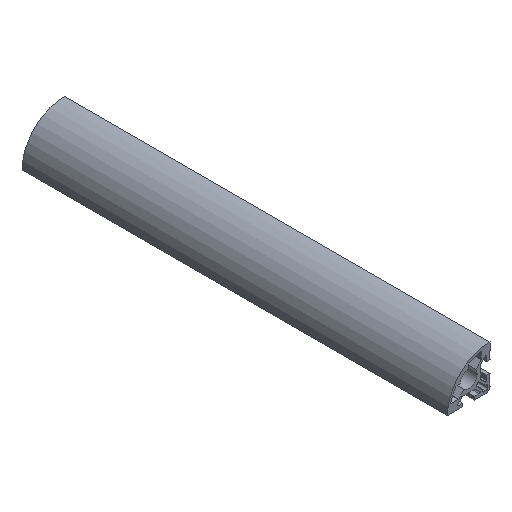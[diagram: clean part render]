
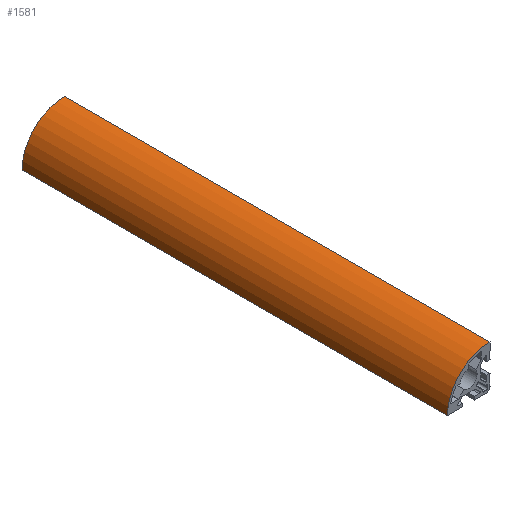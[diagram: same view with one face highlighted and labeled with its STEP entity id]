
A CAD part, isometric view. The second image highlights one B-rep face of the part: STEP entity #1581.
In plain terms, the highlighted cylindrical face has radius 30 mm (diameter 60 mm), a partial arc.
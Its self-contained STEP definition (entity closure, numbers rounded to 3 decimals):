
#21 = VECTOR ( 'NONE', #375, 1000. ) ;
#22 = CIRCLE ( 'NONE', #26, 30. ) ;
#26 = AXIS2_PLACEMENT_3D ( 'NONE', #370, #367, #373 ) ;
#111 = CIRCLE ( 'NONE', #138, 30. ) ;
#114 = VECTOR ( 'NONE', #2013, 1000. ) ;
#138 = AXIS2_PLACEMENT_3D ( 'NONE', #1975, #1977, #1978 ) ;
#338 = LINE ( 'NONE', #371, #21 ) ;
#357 = AXIS2_PLACEMENT_3D ( 'NONE', #680, #675, #681 ) ;
#367 = DIRECTION ( 'NONE',  ( 0., 0., 1. ) ) ;
#370 = CARTESIAN_POINT ( 'NONE',  ( -15., -15., 0. ) ) ;
#371 = CARTESIAN_POINT ( 'NONE',  ( -15., 15., -300. ) ) ;
#373 = DIRECTION ( 'NONE',  ( 1., 0., 0. ) ) ;
#375 = DIRECTION ( 'NONE',  ( 0., 0., 1. ) ) ;
#675 = DIRECTION ( 'NONE',  ( 0., 0., 1. ) ) ;
#680 = CARTESIAN_POINT ( 'NONE',  ( -15., -15., -300. ) ) ;
#681 = DIRECTION ( 'NONE',  ( 1., 0., 0. ) ) ;
#683 = CYLINDRICAL_SURFACE ( 'NONE', #357, 30. ) ;
#747 = CARTESIAN_POINT ( 'NONE',  ( -15., 15., -300. ) ) ;
#763 = CARTESIAN_POINT ( 'NONE',  ( 15., -15., -300. ) ) ;
#764 = CARTESIAN_POINT ( 'NONE',  ( -15., 15., 0. ) ) ;
#782 = CARTESIAN_POINT ( 'NONE',  ( 15., -15., 0. ) ) ;
#906 = FACE_OUTER_BOUND ( 'NONE', #1414, .T. ) ;
#1278 = VERTEX_POINT ( 'NONE', #747 ) ;
#1288 = VERTEX_POINT ( 'NONE', #763 ) ;
#1290 = VERTEX_POINT ( 'NONE', #764 ) ;
#1325 = VERTEX_POINT ( 'NONE', #782 ) ;
#1414 = EDGE_LOOP ( 'NONE', ( #1504, #1471, #1501, #1500 ) ) ;
#1471 = ORIENTED_EDGE ( 'NONE', *, *, #1692, .F. ) ;
#1500 = ORIENTED_EDGE ( 'NONE', *, *, #1638, .T. ) ;
#1501 = ORIENTED_EDGE ( 'NONE', *, *, #1682, .T. ) ;
#1504 = ORIENTED_EDGE ( 'NONE', *, *, #1639, .F. ) ;
#1581 = ADVANCED_FACE ( 'CYL_1', ( #906 ), #683, .T. ) ;
#1638 = EDGE_CURVE ( 'NONE', #1278, #1290, #338, .T. ) ;
#1639 = EDGE_CURVE ( 'NONE', #1325, #1290, #22, .T. ) ;
#1682 = EDGE_CURVE ( 'NONE', #1288, #1278, #111, .T. ) ;
#1692 = EDGE_CURVE ( 'NONE', #1288, #1325, #1992, .T. ) ;
#1975 = CARTESIAN_POINT ( 'NONE',  ( -15., -15., -300. ) ) ;
#1977 = DIRECTION ( 'NONE',  ( 0., 0., 1. ) ) ;
#1978 = DIRECTION ( 'NONE',  ( 1., 0., 0. ) ) ;
#1992 = LINE ( 'NONE', #2004, #114 ) ;
#2004 = CARTESIAN_POINT ( 'NONE',  ( 15., -15., -300. ) ) ;
#2013 = DIRECTION ( 'NONE',  ( 0., 0., 1. ) ) ;
